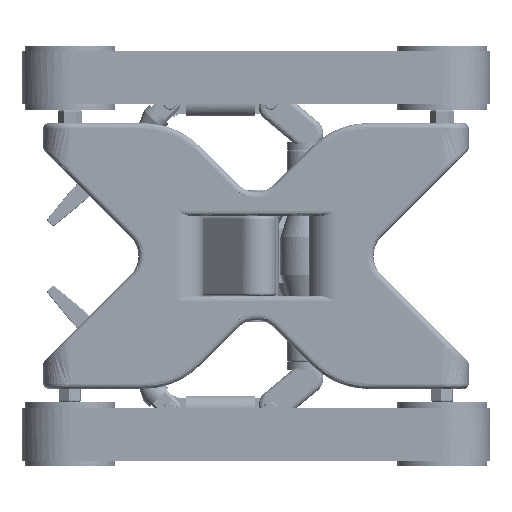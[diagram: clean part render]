
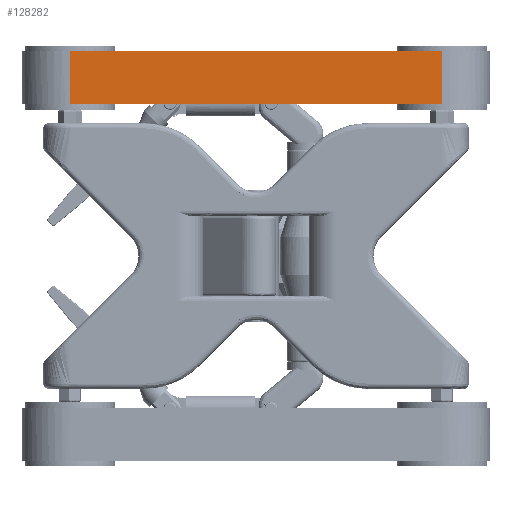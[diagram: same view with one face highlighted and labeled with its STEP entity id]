
A CAD part, front view. The second image highlights one B-rep face of the part: STEP entity #128282.
In plain terms, the highlighted free-form (B-spline) face has degree [1, 1] with [2, 2] control points.
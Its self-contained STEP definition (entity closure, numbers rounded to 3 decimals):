
#128282 = ADVANCED_FACE('',(#128283),#128313,.T.);
#128283 = FACE_BOUND('',#128284,.T.);
#128284 = EDGE_LOOP('',(#128285,#128294,#128301,#128308));
#128285 = ORIENTED_EDGE('',*,*,#128286,.T.);
#128286 = EDGE_CURVE('',#128287,#128289,#128291,.T.);
#128287 = VERTEX_POINT('',#128288);
#128288 = CARTESIAN_POINT('',(13.121,-19.045,
    130.92));
#128289 = VERTEX_POINT('',#128290);
#128290 = CARTESIAN_POINT('',(13.121,-19.045,
    101.42));
#128291 = B_SPLINE_CURVE_WITH_KNOTS('',1,(#128292,#128293),
  .UNSPECIFIED.,.F.,.F.,(2,2),(0.,20.),.PIECEWISE_BEZIER_KNOTS.);
#128292 = CARTESIAN_POINT('',(13.121,-19.045,
    130.92));
#128293 = CARTESIAN_POINT('',(13.121,-19.045,
    101.42));
#128294 = ORIENTED_EDGE('',*,*,#128295,.T.);
#128295 = EDGE_CURVE('',#128289,#128296,#128298,.T.);
#128296 = VERTEX_POINT('',#128297);
#128297 = CARTESIAN_POINT('',(219.62,-19.678,
    101.42));
#128298 = B_SPLINE_CURVE_WITH_KNOTS('',1,(#128299,#128300),
  .UNSPECIFIED.,.F.,.F.,(2,2),(0.,140.),
  .PIECEWISE_BEZIER_KNOTS.);
#128299 = CARTESIAN_POINT('',(13.121,-19.045,
    101.42));
#128300 = CARTESIAN_POINT('',(219.62,-19.678,
    101.42));
#128301 = ORIENTED_EDGE('',*,*,#128302,.T.);
#128302 = EDGE_CURVE('',#128296,#128303,#128305,.T.);
#128303 = VERTEX_POINT('',#128304);
#128304 = CARTESIAN_POINT('',(219.62,-19.678,
    130.92));
#128305 = B_SPLINE_CURVE_WITH_KNOTS('',1,(#128306,#128307),
  .UNSPECIFIED.,.F.,.F.,(2,2),(0.,20.),.PIECEWISE_BEZIER_KNOTS.);
#128306 = CARTESIAN_POINT('',(219.62,-19.678,
    101.42));
#128307 = CARTESIAN_POINT('',(219.62,-19.678,
    130.92));
#128308 = ORIENTED_EDGE('',*,*,#128309,.T.);
#128309 = EDGE_CURVE('',#128303,#128287,#128310,.T.);
#128310 = B_SPLINE_CURVE_WITH_KNOTS('',1,(#128311,#128312),
  .UNSPECIFIED.,.F.,.F.,(2,2),(0.,140.),
  .PIECEWISE_BEZIER_KNOTS.);
#128311 = CARTESIAN_POINT('',(219.62,-19.678,
    130.92));
#128312 = CARTESIAN_POINT('',(13.121,-19.045,
    130.92));
#128313 = B_SPLINE_SURFACE_WITH_KNOTS('',1,1,(
    (#128314,#128315)
    ,(#128316,#128317
    )),.UNSPECIFIED.,.F.,.F.,.F.,(2,2),(2,2),(0.,1.),(0.,1.),
  .PIECEWISE_BEZIER_KNOTS.);
#128314 = CARTESIAN_POINT('',(219.62,-19.678,
    130.92));
#128315 = CARTESIAN_POINT('',(219.62,-19.678,
    101.42));
#128316 = CARTESIAN_POINT('',(13.121,-19.045,
    130.92));
#128317 = CARTESIAN_POINT('',(13.121,-19.045,
    101.42));
